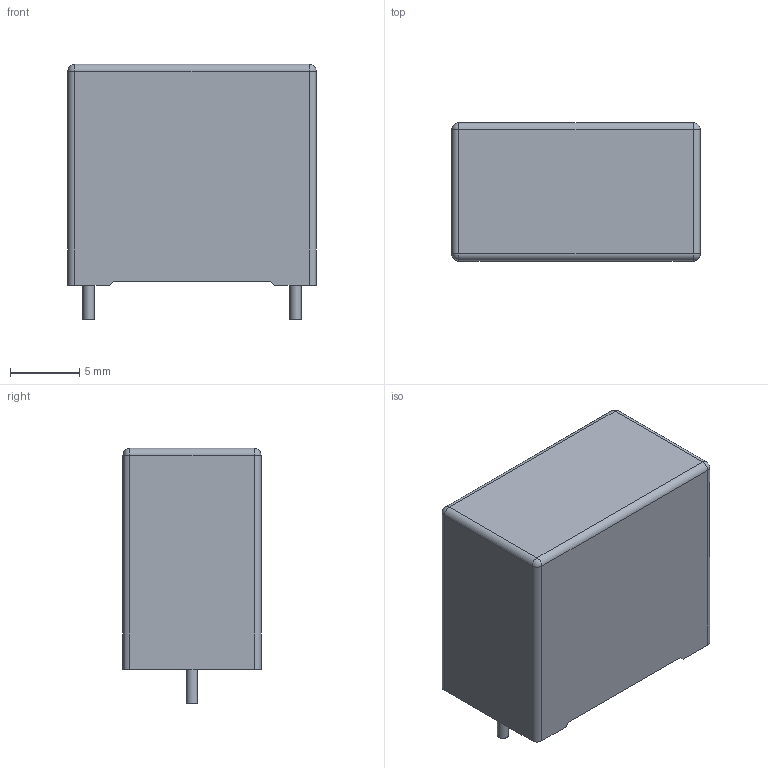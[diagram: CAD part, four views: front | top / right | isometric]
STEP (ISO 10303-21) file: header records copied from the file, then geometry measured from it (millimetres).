
FILE_DESCRIPTION(('STEP AP214'), '1');
FILE_NAME('CAP_BOX', '2019-10-04T15:31:30', ('AF'), (''), 'UNSPECIFIED', 'UNSPECIFIED', '');
FILE_SCHEMA(('AUTOMOTIVE_DESIGN { 1 0 10303 214 3 1 1}'));
Length unit declared in the file: millimetre
Bounding box: 18 x 10 x 18.5 mm (x, y, z)
Volume: 2722.1 mm3; surface area: 1278.3 mm2
Topology: 3 solids, 3 shells, 47 faces, 107 edges, 58 vertices
Faces by surface type: plane 21, cylinder 14, bspline 8, sphere 4
Full cylindrical faces by diameter (mm): 0.8 x2
Entity records: 2442 total; most frequent: CARTESIAN_POINT 1040, DIRECTION 196, ORIENTED_EDGE 194, EDGE_CURVE 97, AXIS2_PLACEMENT_3D 68, LINE 60, VECTOR 60, VERTEX_POINT 58
